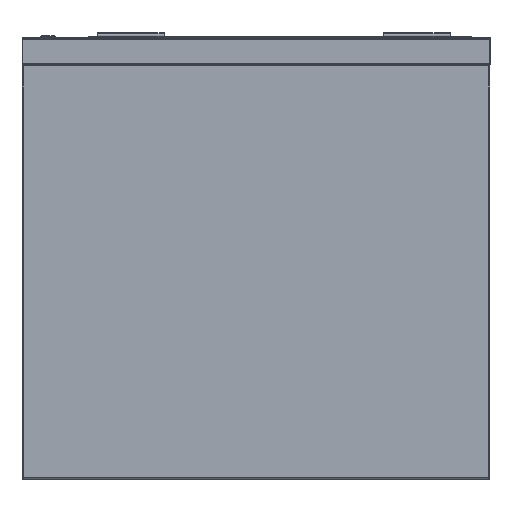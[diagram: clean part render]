
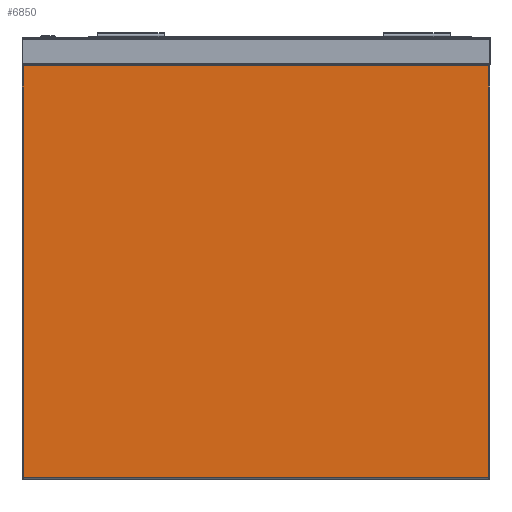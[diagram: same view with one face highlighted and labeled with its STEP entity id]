
A CAD part, left-side view. The second image highlights one B-rep face of the part: STEP entity #6850.
In plain terms, the highlighted planar face has unit normal (-1, 0, 0).
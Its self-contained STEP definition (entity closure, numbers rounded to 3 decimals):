
#1537 = DIRECTION ( 'NONE',  ( 0., -1., 0. ) ) ;
#1929 = CARTESIAN_POINT ( 'NONE',  ( -440., 350., -42. ) ) ;
#2190 = EDGE_CURVE ( 'NONE', #14549, #26725, #31026, .T. ) ;
#3766 = FACE_OUTER_BOUND ( 'NONE', #36171, .T. ) ;
#3949 = PLANE ( 'NONE',  #20371 ) ;
#5270 = CARTESIAN_POINT ( 'NONE',  ( -440., -348., -660. ) ) ;
#5603 = ORIENTED_EDGE ( 'NONE', *, *, #26858, .T. ) ;
#5727 = DIRECTION ( 'NONE',  ( 0., -1., 0. ) ) ;
#6095 = CARTESIAN_POINT ( 'NONE',  ( -440., -350., -658. ) ) ;
#6543 = CARTESIAN_POINT ( 'NONE',  ( -440., 348., -658. ) ) ;
#6679 = LINE ( 'NONE', #11174, #28618 ) ;
#6850 = ADVANCED_FACE ( 'Fl�che7', ( #3766 ), #3949, .T. ) ;
#8136 = CARTESIAN_POINT ( 'NONE',  ( -440., -348., -42. ) ) ;
#8511 = VECTOR ( 'NONE', #33331, 1000. ) ;
#9394 = VECTOR ( 'NONE', #24434, 1000. ) ;
#11174 = CARTESIAN_POINT ( 'NONE',  ( -440., 348., -660. ) ) ;
#11252 = EDGE_CURVE ( 'NONE', #32951, #22372, #32758, .T. ) ;
#14549 = VERTEX_POINT ( 'NONE', #6543 ) ;
#15194 = DIRECTION ( 'NONE',  ( -1., 0., 0. ) ) ;
#19656 = CARTESIAN_POINT ( 'NONE',  ( -440., 348., -42. ) ) ;
#20371 = AXIS2_PLACEMENT_3D ( 'NONE', #29420, #15194, #1537 ) ;
#22349 = EDGE_CURVE ( 'NONE', #26725, #32951, #28168, .T. ) ;
#22372 = VERTEX_POINT ( 'NONE', #19656 ) ;
#23239 = ORIENTED_EDGE ( 'NONE', *, *, #2190, .T. ) ;
#24434 = DIRECTION ( 'NONE',  ( 0., 1., 0. ) ) ;
#25370 = VECTOR ( 'NONE', #5727, 1000. ) ;
#26725 = VERTEX_POINT ( 'NONE', #33521 ) ;
#26731 = ORIENTED_EDGE ( 'NONE', *, *, #11252, .T. ) ;
#26858 = EDGE_CURVE ( 'NONE', #22372, #14549, #6679, .T. ) ;
#28168 = LINE ( 'NONE', #5270, #8511 ) ;
#28618 = VECTOR ( 'NONE', #31800, 1000. ) ;
#29420 = CARTESIAN_POINT ( 'NONE',  ( -440., -350., -660. ) ) ;
#31026 = LINE ( 'NONE', #6095, #25370 ) ;
#31800 = DIRECTION ( 'NONE',  ( 0., 0., -1. ) ) ;
#32758 = LINE ( 'NONE', #1929, #9394 ) ;
#32951 = VERTEX_POINT ( 'NONE', #8136 ) ;
#33331 = DIRECTION ( 'NONE',  ( 0., 0., 1. ) ) ;
#33521 = CARTESIAN_POINT ( 'NONE',  ( -440., -348., -658. ) ) ;
#33991 = ORIENTED_EDGE ( 'NONE', *, *, #22349, .T. ) ;
#36171 = EDGE_LOOP ( 'NONE', ( #33991, #26731, #5603, #23239 ) ) ;
